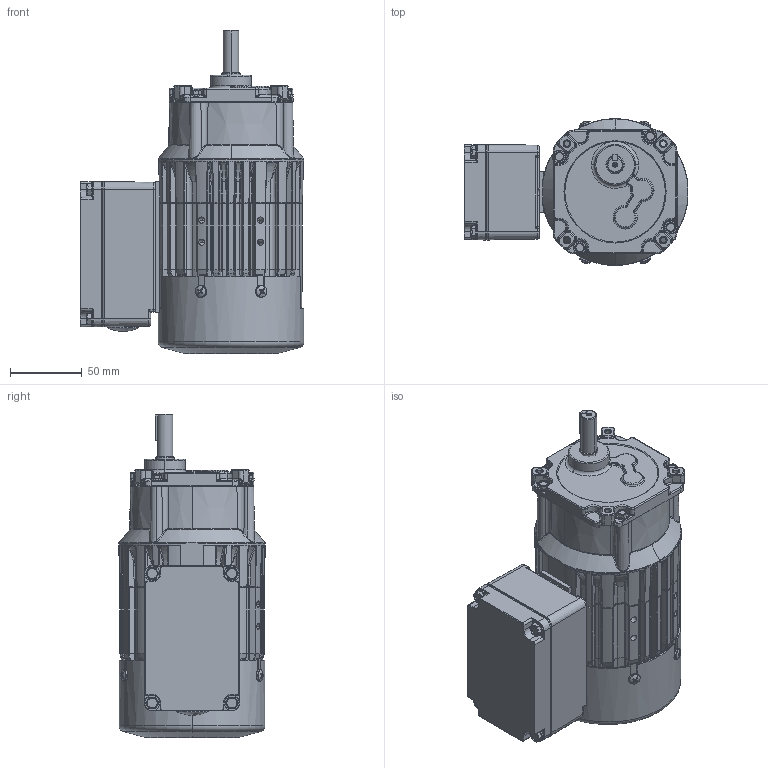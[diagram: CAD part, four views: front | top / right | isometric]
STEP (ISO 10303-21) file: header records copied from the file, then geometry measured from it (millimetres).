
FILE_DESCRIPTION (( 'STEP AP203' ), '1' );
FILE_NAME ('INFM0343.STEP', '2013-06-20T14:53:43', ( 'Admin' ), ( 'Bodine Electric Company' ), 'SwSTEP 2.0', 'SolidWorks 2012', '' );
FILE_SCHEMA (( 'CONFIG_CONTROL_DESIGN' ));
Products named in the file (19): INFM0343; 54100082_54100082 ; 541AA014_54100051; 571aa005_57100019; 51600006_51600006; 571aa014_57100021; 571aa004_57100034; 51600009_51600009; 526FC001_52601016; 52501004_52501004; 541AA031_54100003; 541AA014_54100056; 541aa010_54101155; 546aa005_54600002; 238AZ002_238AZ002; 332AZ003_332AZ003; 342AZ004_342AZ004; 328AZ005_328AZ005; 115AZ001_115AZ001
Assembly tree (28 placements, depth 3):
  INFM0343
    115AZ001_115AZ001
    328AZ005_328AZ005
    342AZ004_342AZ004
    332AZ003_332AZ003
    238AZ002_238AZ002
    546aa005_54600002
    541aa010_54101155  x2
    541AA014_54100056  x4
    541AA031_54100003  x4
    526FC001_52601016
      52501004_52501004
    51600009_51600009
    571aa014_57100021
      571aa004_57100034
    51600006_51600006
    571aa005_57100019
    541AA014_54100051  x4
    54100082_54100082 
Bounding box: 156.37 x 102.48 x 225.85 mm (x, y, z)
Volume: 979973.8 mm3; surface area: 253927.1 mm2
Topology: 27 solids, 27 shells, 3580 faces, 8834 edges, 5288 vertices
Faces by surface type: plane 1031, bspline 938, cylinder 761, torus 380, cone 371, sphere 99
Entity records: 123061 total; most frequent: CARTESIAN_POINT 54901, ORIENTED_EDGE 14892, DIRECTION 12754, EDGE_CURVE 7446, AXIS2_PLACEMENT_3D 5336, VERTEX_POINT 4495, EDGE_LOOP 3199, CIRCLE 3183
